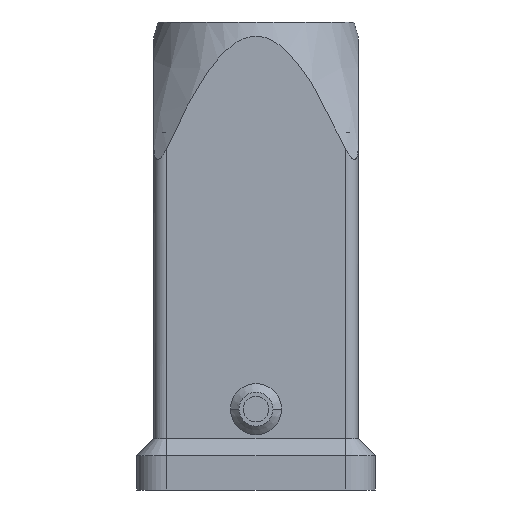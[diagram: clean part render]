
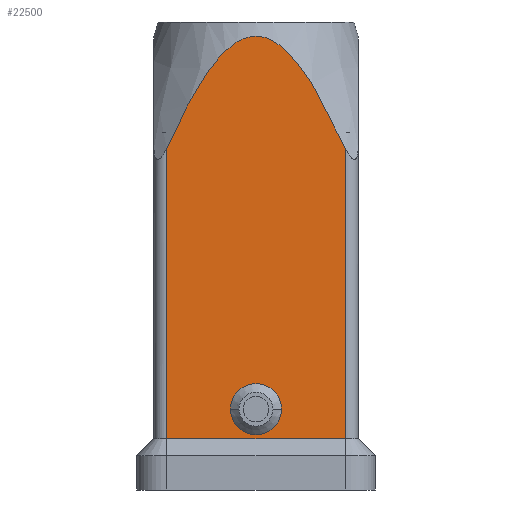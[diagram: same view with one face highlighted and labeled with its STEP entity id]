
A CAD part, front view. The second image highlights one B-rep face of the part: STEP entity #22500.
In plain terms, the highlighted planar face has unit normal (0, -1, 0).
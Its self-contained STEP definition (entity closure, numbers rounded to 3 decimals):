
#6250=CARTESIAN_POINT('',(0.,-12.,12.5));
#6260=VERTEX_POINT('',#6250);
#6460=CARTESIAN_POINT('',(0.,-12.,6.5));
#6470=VERTEX_POINT('',#6460);
#6500=CARTESIAN_POINT('',(0.,-12.,9.5));
#6510=DIRECTION('',(0.,1.,0.));
#6520=DIRECTION('',(0.,0.,1.));
#6530=AXIS2_PLACEMENT_3D('',#6500,#6510,#6520);
#6540=CIRCLE('',#6530,3.);
#6550=EDGE_CURVE('',#6470,#6260,#6540,.T.);
#13080=CARTESIAN_POINT('',(-10.5,-12.,6.));
#13090=VERTEX_POINT('',#13080);
#13120=CARTESIAN_POINT('',(10.5,-12.,6.));
#13130=DIRECTION('',(-1.,0.,0.));
#13140=VECTOR('',#13130,21.);
#13150=LINE('',#13120,#13140);
#13160=CARTESIAN_POINT('',(10.5,-12.,6.));
#13170=VERTEX_POINT('',#13160);
#13180=EDGE_CURVE('',#13170,#13090,#13150,.T.);
#22150=CARTESIAN_POINT('',(10.5,-12.,0.));
#22160=DIRECTION('',(0.,-1.,0.));
#22170=DIRECTION('',(0.,0.,-1.));
#22180=AXIS2_PLACEMENT_3D('',#22150,#22160,#22170);
#22190=PLANE('',#22180);
#22200=CARTESIAN_POINT('',(10.5,-12.,6.));
#22210=DIRECTION('',(0.,0.,1.));
#22220=VECTOR('',#22210,34.183);
#22230=LINE('',#22200,#22220);
#22240=CARTESIAN_POINT('',(10.5,-12.,40.183));
#22250=VERTEX_POINT('',#22240);
#22260=EDGE_CURVE('',#13170,#22250,#22230,.T.);
#22270=ORIENTED_EDGE('',*,*,#22260,.T.);
#22280=ORIENTED_EDGE('',*,*,#13180,.F.);
#22290=CARTESIAN_POINT('',(-10.5,-12.,6.));
#22300=DIRECTION('',(0.,0.,1.));
#22310=VECTOR('',#22300,34.183);
#22320=LINE('',#22290,#22310);
#22330=CARTESIAN_POINT('',(-10.5,-12.,40.183));
#22340=VERTEX_POINT('',#22330);
#22350=EDGE_CURVE('',#13090,#22340,#22320,.T.);
#22360=ORIENTED_EDGE('',*,*,#22350,.F.);
#22370=CARTESIAN_POINT('',(10.5,-12.,40.183));
#22380=CARTESIAN_POINT('',(0.,-12.,63.23));
#22390=CARTESIAN_POINT('',(-10.5,-12.,40.183));
#22400=(BOUNDED_CURVE() B_SPLINE_CURVE(2,(#22370,#22380,#22390),
.UNSPECIFIED.,.F.,.F.) B_SPLINE_CURVE_WITH_KNOTS((3,3),(
0.29,4.175),.UNSPECIFIED.) CURVE() 
GEOMETRIC_REPRESENTATION_ITEM() RATIONAL_B_SPLINE_CURVE((
1.056,1.403,1.056)) REPRESENTATION_ITEM
(''));
#22410=EDGE_CURVE('',#22250,#22340,#22400,.T.);
#22420=ORIENTED_EDGE('',*,*,#22410,.T.);
#22430=EDGE_LOOP('',(#22420,#22360,#22280,#22270));
#22440=FACE_OUTER_BOUND('',#22430,.T.);
#22450=EDGE_CURVE('',#6260,#6470,#6540,.T.);
#22460=ORIENTED_EDGE('',*,*,#22450,.T.);
#22470=ORIENTED_EDGE('',*,*,#6550,.T.);
#22480=EDGE_LOOP('',(#22470,#22460));
#22490=FACE_BOUND('',#22480,.T.);
#22500=ADVANCED_FACE('',(#22440,#22490),#22190,.T.);
